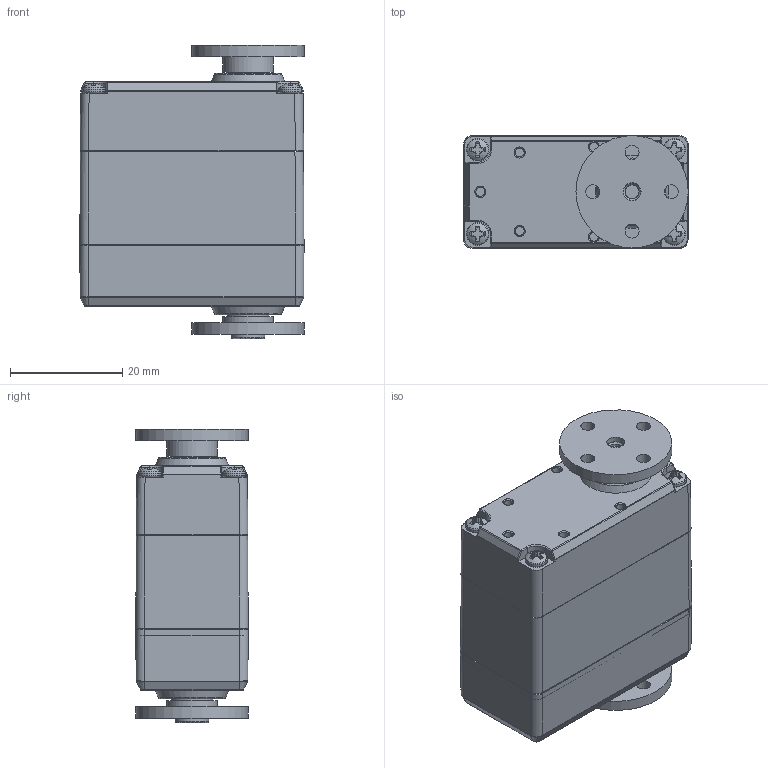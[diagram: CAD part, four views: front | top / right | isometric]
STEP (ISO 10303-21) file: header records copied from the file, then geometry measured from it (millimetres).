
FILE_DESCRIPTION(/* description */ (''),/* implementation_level */ '2;1');
FILE_NAME(/* name */ 'RDS3115MG Servo.stp',/* time_stamp */ '2023-02-22T17:36:31+03:00',/* author */ ('Папа'),/* organization */ (''),/* preprocessor_version */ 'ST-DEVELOPER v18.1',/* originating_system */ 'Autodesk Inventor 2022',/* authorisation */ '');
FILE_SCHEMA (('AUTOMOTIVE_DESIGN { 1 0 10303 214 3 1 1 }'));
Length unit declared in the file: millimetre
Products named in the file (19):  RDS3115MG Servo; 95836A103 (2); 95836A103 (1); 95836A103; DUOPAN-DG; DUOPAN-SG; GE_57; DG_130; ZK_142; SG_178; Деталь8; Деталь10; Деталь12; Деталь14; Деталь16; Деталь18; Деталь20; Деталь22; Деталь24
Assembly tree (18 placements, depth 10):
   RDS3115MG Servo
    95836A103 (2)
      95836A103 (1)
        95836A103
          DUOPAN-DG
            DUOPAN-SG
              GE_57
                DG_130
                  ZK_142
                  Деталь10
                Деталь12
              Деталь14
            Деталь16
          Деталь18
        Деталь20
      Деталь22
    Деталь24
Bounding box: 39.97 x 20.04 x 52.2 mm (x, y, z)
Volume: 26823.1 mm3; surface area: 14692.9 mm2
Topology: 10 solids, 13 shells, 602 faces, 1520 edges, 965 vertices
Faces by surface type: cylinder 232, plane 231, cone 48, bspline 48, torus 23, sphere 20
Full cylindrical faces by diameter (mm): 1.48 x24, 1.58 x4, 1.6 x12, 2 x28, 2.5 x31, 3.2 x1, 3.5 x1, 4 x4, 5 x2, 6 x2, 6.05 x2, 6.2 x1, 7.5 x1, 8.5 x1, 9 x2, 9.5 x1, 10 x1, 20 x2
Entity records: 37678 total; most frequent: CARTESIAN_POINT 22943, ORIENTED_EDGE 3000, DIRECTION 2886, EDGE_CURVE 1500, AXIS2_PLACEMENT_3D 1117, VERTEX_POINT 965, EDGE_LOOP 667, LINE 652
